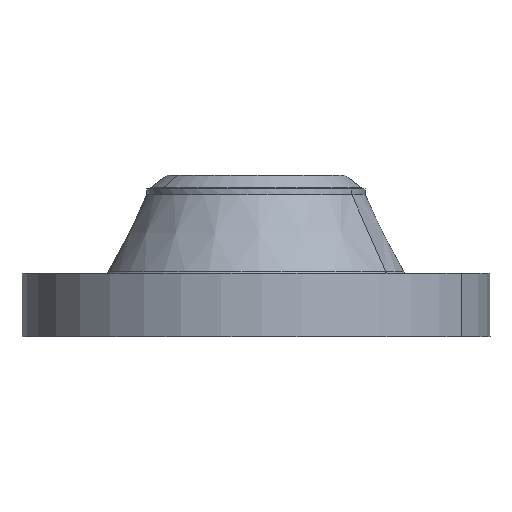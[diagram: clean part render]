
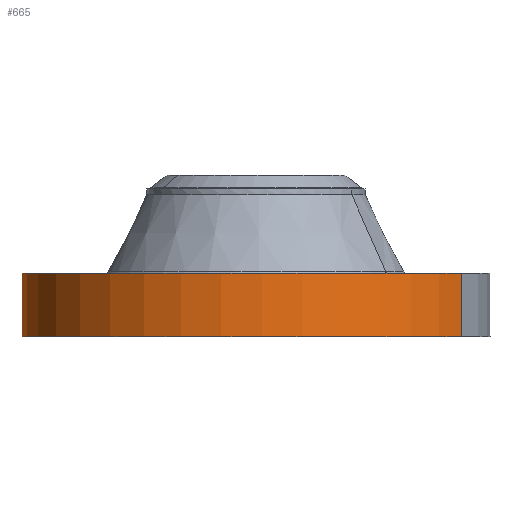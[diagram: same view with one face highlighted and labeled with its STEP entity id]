
A CAD part, left-side view. The second image highlights one B-rep face of the part: STEP entity #665.
In plain terms, the highlighted cylindrical face has radius 234.95 mm (diameter 469.9 mm), a partial arc.
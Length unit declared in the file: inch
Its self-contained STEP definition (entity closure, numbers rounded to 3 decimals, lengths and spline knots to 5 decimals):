
#131=AXIS2_PLACEMENT_3D('Circle Axis2P3D',#129,#130,$) ;
#391=AXIS2_PLACEMENT_3D('Circle Axis2P3D',#389,#390,$) ;
#647=AXIS2_PLACEMENT_3D('Cylinder Axis2P3D',#644,#645,#646) ;
#129=CARTESIAN_POINT('Axis2P3D Location',(0.,0.,0.)) ;
#133=CARTESIAN_POINT('Vertex',(-4.43469,-8.11764,0.)) ;
#135=CARTESIAN_POINT('Vertex',(4.43469,8.11764,0.)) ;
#384=CARTESIAN_POINT('Vertex',(4.43469,8.11764,2.5)) ;
#386=CARTESIAN_POINT('Vertex',(-4.43469,-8.11764,2.5)) ;
#389=CARTESIAN_POINT('Axis2P3D Location',(0.,0.,2.5)) ;
#644=CARTESIAN_POINT('Axis2P3D Location',(0.,0.,3.19)) ;
#649=CARTESIAN_POINT('Line Origine',(-4.43469,-8.11764,1.25)) ;
#654=CARTESIAN_POINT('Line Origine',(4.43469,8.11764,1.25)) ;
#130=DIRECTION('Axis2P3D Direction',(0.,0.,-0.039)) ;
#390=DIRECTION('Axis2P3D Direction',(0.,0.,-0.039)) ;
#645=DIRECTION('Axis2P3D Direction',(0.,0.,-0.039)) ;
#646=DIRECTION('Axis2P3D XDirection',(-0.019,-0.035,0.)) ;
#650=DIRECTION('Vector Direction',(0.,0.,-0.039)) ;
#655=DIRECTION('Vector Direction',(0.,0.,-0.039)) ;
#651=VECTOR('Line Direction',#650,0.03937) ;
#656=VECTOR('Line Direction',#655,0.03937) ;
#660=ORIENTED_EDGE('',*,*,#137,.F.) ;
#661=ORIENTED_EDGE('',*,*,#653,.T.) ;
#662=ORIENTED_EDGE('',*,*,#393,.T.) ;
#663=ORIENTED_EDGE('',*,*,#658,.F.) ;
#665=ADVANCED_FACE('PartBody',(#664),#648,.T.) ;
#132=CIRCLE('generated circle',#131,9.25) ;
#392=CIRCLE('generated circle',#391,9.25) ;
#648=CYLINDRICAL_SURFACE('generated cylinder',#647,9.25) ;
#137=EDGE_CURVE('',#134,#136,#132,.T.) ;
#393=EDGE_CURVE('',#387,#385,#392,.T.) ;
#653=EDGE_CURVE('',#134,#387,#652,.F.) ;
#658=EDGE_CURVE('',#136,#385,#657,.F.) ;
#659=EDGE_LOOP('',(#660,#661,#662,#663)) ;
#664=FACE_OUTER_BOUND('',#659,.T.) ;
#652=LINE('Line',#649,#651) ;
#657=LINE('Line',#654,#656) ;
#134=VERTEX_POINT('',#133) ;
#136=VERTEX_POINT('',#135) ;
#385=VERTEX_POINT('',#384) ;
#387=VERTEX_POINT('',#386) ;
